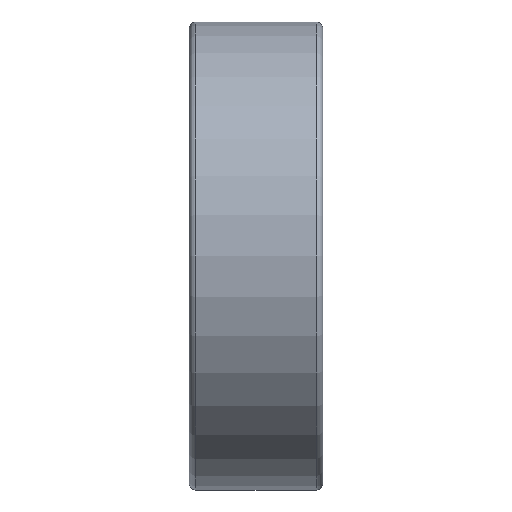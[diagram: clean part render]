
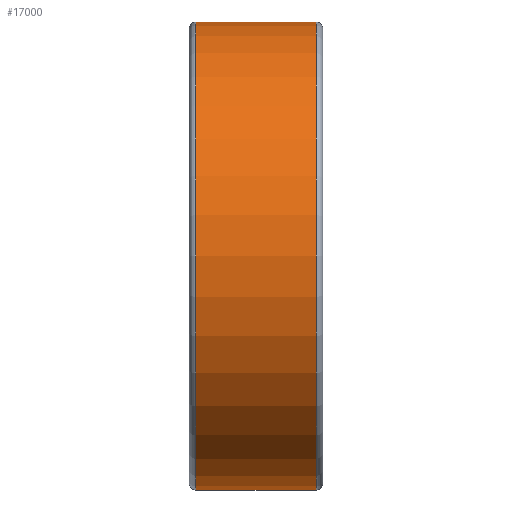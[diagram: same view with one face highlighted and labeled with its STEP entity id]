
A CAD part, front view. The second image highlights one B-rep face of the part: STEP entity #17000.
In plain terms, the highlighted cylindrical face has radius 175 mm (diameter 350 mm), a partial arc.
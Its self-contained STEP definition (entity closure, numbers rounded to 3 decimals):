
#1297 = VERTEX_POINT ( 'NONE', #20232 ) ;
#1510 = LINE ( 'NONE', #8230, #16448 ) ;
#3290 = DIRECTION ( 'NONE',  ( -1., 0., 0. ) ) ;
#3362 = CARTESIAN_POINT ( 'NONE',  ( -45.01, 0., 0. ) ) ;
#4036 = ORIENTED_EDGE ( 'NONE', *, *, #8849, .T. ) ;
#5652 = CARTESIAN_POINT ( 'NONE',  ( -45.01, 0., 175. ) ) ;
#5851 = DIRECTION ( 'NONE',  ( -1., 0., 0. ) ) ;
#6110 = AXIS2_PLACEMENT_3D ( 'NONE', #7331, #11739, #27033 ) ;
#6187 = ORIENTED_EDGE ( 'NONE', *, *, #7222, .T. ) ;
#7005 = DIRECTION ( 'NONE',  ( 0., 0., 1. ) ) ;
#7222 = EDGE_CURVE ( 'NONE', #1297, #23539, #13537, .T. ) ;
#7331 = CARTESIAN_POINT ( 'NONE',  ( 45.01, 0., 0. ) ) ;
#8230 = CARTESIAN_POINT ( 'NONE',  ( -82.4, 0., 175. ) ) ;
#8757 = CARTESIAN_POINT ( 'NONE',  ( -82.4, 0., -175. ) ) ;
#8797 = AXIS2_PLACEMENT_3D ( 'NONE', #3362, #5851, #28141 ) ;
#8849 = EDGE_CURVE ( 'NONE', #23539, #21597, #1510, .T. ) ;
#11105 = EDGE_CURVE ( 'NONE', #1297, #22728, #28756, .T. ) ;
#11428 = CARTESIAN_POINT ( 'NONE',  ( -82.4, 0., 0. ) ) ;
#11739 = DIRECTION ( 'NONE',  ( -1., 0., 0. ) ) ;
#12532 = ORIENTED_EDGE ( 'NONE', *, *, #28789, .F. ) ;
#12739 = DIRECTION ( 'NONE',  ( -1., 0., 0. ) ) ;
#13308 = CYLINDRICAL_SURFACE ( 'NONE', #13609, 175. ) ;
#13537 = CIRCLE ( 'NONE', #6110, 175. ) ;
#13609 = AXIS2_PLACEMENT_3D ( 'NONE', #11428, #27012, #7005 ) ;
#13897 = CIRCLE ( 'NONE', #8797, 175. ) ;
#14237 = EDGE_LOOP ( 'NONE', ( #23411, #6187, #4036, #12532 ) ) ;
#16448 = VECTOR ( 'NONE', #3290, 1000. ) ;
#17000 = ADVANCED_FACE ( 'NONE', ( #24391 ), #13308, .T. ) ;
#20232 = CARTESIAN_POINT ( 'NONE',  ( 45.01, 0., -175. ) ) ;
#21597 = VERTEX_POINT ( 'NONE', #5652 ) ;
#22728 = VERTEX_POINT ( 'NONE', #28773 ) ;
#23411 = ORIENTED_EDGE ( 'NONE', *, *, #11105, .F. ) ;
#23539 = VERTEX_POINT ( 'NONE', #27438 ) ;
#24391 = FACE_OUTER_BOUND ( 'NONE', #14237, .T. ) ;
#27012 = DIRECTION ( 'NONE',  ( -1., 0., 0. ) ) ;
#27033 = DIRECTION ( 'NONE',  ( 0., 0., 1. ) ) ;
#27438 = CARTESIAN_POINT ( 'NONE',  ( 45.01, 0., 175. ) ) ;
#28077 = VECTOR ( 'NONE', #12739, 1000. ) ;
#28141 = DIRECTION ( 'NONE',  ( 0., 0., 1. ) ) ;
#28756 = LINE ( 'NONE', #8757, #28077 ) ;
#28773 = CARTESIAN_POINT ( 'NONE',  ( -45.01, 0., -175. ) ) ;
#28789 = EDGE_CURVE ( 'NONE', #22728, #21597, #13897, .T. ) ;
